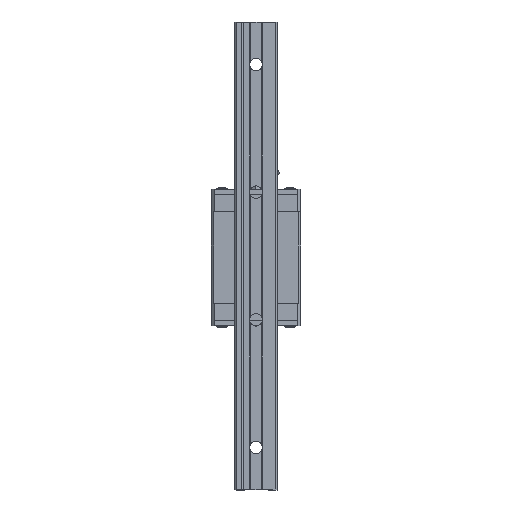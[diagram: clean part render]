
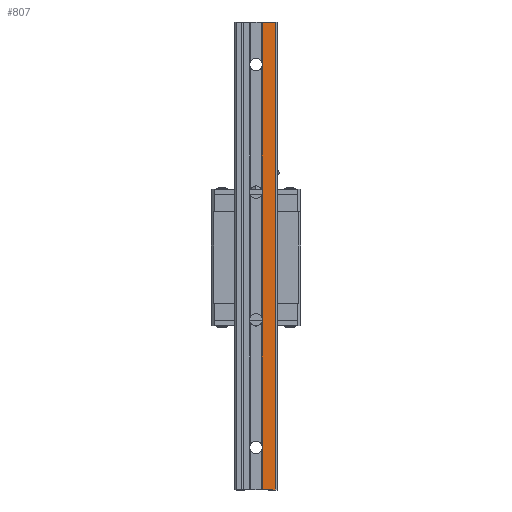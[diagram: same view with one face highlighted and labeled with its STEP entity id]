
A CAD part, front view. The second image highlights one B-rep face of the part: STEP entity #807.
In plain terms, the highlighted face is planar.
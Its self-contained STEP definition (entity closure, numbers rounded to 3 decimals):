
#136 = CARTESIAN_POINT ( 'NONE',  ( -8.25, 140., -3. ) ) ;
#213 = CARTESIAN_POINT ( 'NONE',  ( -8.25, 20., -3. ) ) ;
#424 = EDGE_CURVE ( 'NONE', #653, #5878, #7966, .T. ) ;
#653 = VERTEX_POINT ( 'NONE', #8907 ) ;
#807 = ADVANCED_FACE ( 'NONE', ( #8152 ), #2862, .T. ) ;
#860 = EDGE_CURVE ( 'NONE', #1553, #5878, #3169, .T. ) ;
#1045 = DIRECTION ( 'NONE',  ( 0., 0., -1. ) ) ;
#1516 = ORIENTED_EDGE ( 'NONE', *, *, #7247, .T. ) ;
#1553 = VERTEX_POINT ( 'NONE', #8441 ) ;
#1591 = VECTOR ( 'NONE', #5847, 1000. ) ;
#1752 = VECTOR ( 'NONE', #3420, 1000. ) ;
#1835 = VERTEX_POINT ( 'NONE', #213 ) ;
#1881 = ORIENTED_EDGE ( 'NONE', *, *, #2384, .F. ) ;
#2114 = CARTESIAN_POINT ( 'NONE',  ( -8.25, 0., 10. ) ) ;
#2125 = ORIENTED_EDGE ( 'NONE', *, *, #7796, .T. ) ;
#2175 = VERTEX_POINT ( 'NONE', #136 ) ;
#2384 = EDGE_CURVE ( 'NONE', #653, #6667, #10402, .T. ) ;
#2791 = VECTOR ( 'NONE', #8267, 1000. ) ;
#2793 = DIRECTION ( 'NONE',  ( 0., 1., 0. ) ) ;
#2862 = PLANE ( 'NONE',  #3910 ) ;
#2933 = EDGE_CURVE ( 'NONE', #8832, #6667, #7250, .T. ) ;
#3169 = LINE ( 'NONE', #2114, #6791 ) ;
#3304 = CARTESIAN_POINT ( 'NONE',  ( -8.25, 200., -3. ) ) ;
#3420 = DIRECTION ( 'NONE',  ( 0., 1., 0. ) ) ;
#3846 = CARTESIAN_POINT ( 'NONE',  ( -8.25, 0., -3. ) ) ;
#3910 = AXIS2_PLACEMENT_3D ( 'NONE', #6902, #5838, #4749 ) ;
#4152 = ORIENTED_EDGE ( 'NONE', *, *, #7506, .T. ) ;
#4488 = CARTESIAN_POINT ( 'NONE',  ( -8.25, 0., -3. ) ) ;
#4695 = VECTOR ( 'NONE', #5102, 1000. ) ;
#4749 = DIRECTION ( 'NONE',  ( 0., 0., 1. ) ) ;
#4926 = LINE ( 'NONE', #3846, #8626 ) ;
#5102 = DIRECTION ( 'NONE',  ( 0., 1., 0. ) ) ;
#5490 = VERTEX_POINT ( 'NONE', #7606 ) ;
#5554 = LINE ( 'NONE', #4488, #1752 ) ;
#5838 = DIRECTION ( 'NONE',  ( -1., 0., 0. ) ) ;
#5847 = DIRECTION ( 'NONE',  ( 0., -1., 0. ) ) ;
#5878 = VERTEX_POINT ( 'NONE', #10293 ) ;
#6181 = CARTESIAN_POINT ( 'NONE',  ( -8.25, 0., -3. ) ) ;
#6405 = CARTESIAN_POINT ( 'NONE',  ( -8.25, 220., -3. ) ) ;
#6667 = VERTEX_POINT ( 'NONE', #6405 ) ;
#6791 = VECTOR ( 'NONE', #1045, 1000. ) ;
#6902 = CARTESIAN_POINT ( 'NONE',  ( -8.25, 0., -9.117 ) ) ;
#6910 = CARTESIAN_POINT ( 'NONE',  ( -8.25, 0., -9.117 ) ) ;
#7247 = EDGE_CURVE ( 'NONE', #5490, #2175, #9974, .T. ) ;
#7250 = LINE ( 'NONE', #6181, #4695 ) ;
#7379 = DIRECTION ( 'NONE',  ( 0., 1., 0. ) ) ;
#7441 = VECTOR ( 'NONE', #7820, 1000. ) ;
#7506 = EDGE_CURVE ( 'NONE', #1553, #1835, #5554, .T. ) ;
#7606 = CARTESIAN_POINT ( 'NONE',  ( -8.25, 80., -3. ) ) ;
#7647 = ORIENTED_EDGE ( 'NONE', *, *, #424, .T. ) ;
#7731 = VECTOR ( 'NONE', #7379, 1000. ) ;
#7796 = EDGE_CURVE ( 'NONE', #1835, #5490, #9524, .T. ) ;
#7820 = DIRECTION ( 'NONE',  ( 0., 1., 0. ) ) ;
#7966 = LINE ( 'NONE', #6910, #1591 ) ;
#8152 = FACE_OUTER_BOUND ( 'NONE', #10094, .T. ) ;
#8267 = DIRECTION ( 'NONE',  ( 0., 0., 1. ) ) ;
#8320 = ORIENTED_EDGE ( 'NONE', *, *, #860, .F. ) ;
#8441 = CARTESIAN_POINT ( 'NONE',  ( -8.25, 0., -3. ) ) ;
#8446 = CARTESIAN_POINT ( 'NONE',  ( -8.25, 0., -3. ) ) ;
#8626 = VECTOR ( 'NONE', #2793, 1000. ) ;
#8832 = VERTEX_POINT ( 'NONE', #3304 ) ;
#8898 = CARTESIAN_POINT ( 'NONE',  ( -8.25, 0., -3. ) ) ;
#8907 = CARTESIAN_POINT ( 'NONE',  ( -8.25, 220., -9.117 ) ) ;
#9163 = ORIENTED_EDGE ( 'NONE', *, *, #2933, .T. ) ;
#9338 = CARTESIAN_POINT ( 'NONE',  ( -8.25, 220., -10. ) ) ;
#9524 = LINE ( 'NONE', #8446, #7731 ) ;
#9706 = EDGE_CURVE ( 'NONE', #2175, #8832, #4926, .T. ) ;
#9974 = LINE ( 'NONE', #8898, #7441 ) ;
#10094 = EDGE_LOOP ( 'NONE', ( #10131, #9163, #1881, #7647, #8320, #4152, #2125, #1516 ) ) ;
#10131 = ORIENTED_EDGE ( 'NONE', *, *, #9706, .T. ) ;
#10293 = CARTESIAN_POINT ( 'NONE',  ( -8.25, 0., -9.117 ) ) ;
#10402 = LINE ( 'NONE', #9338, #2791 ) ;
